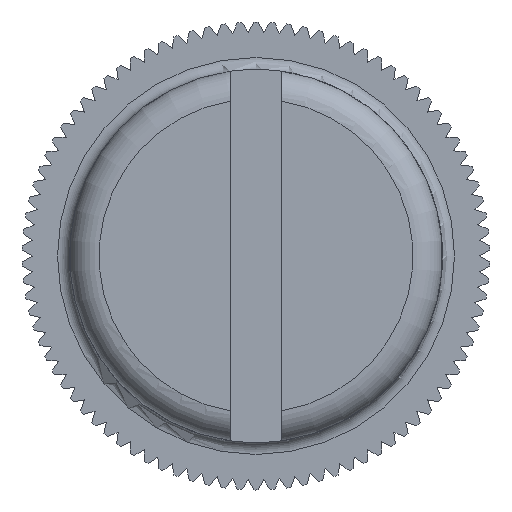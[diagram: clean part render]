
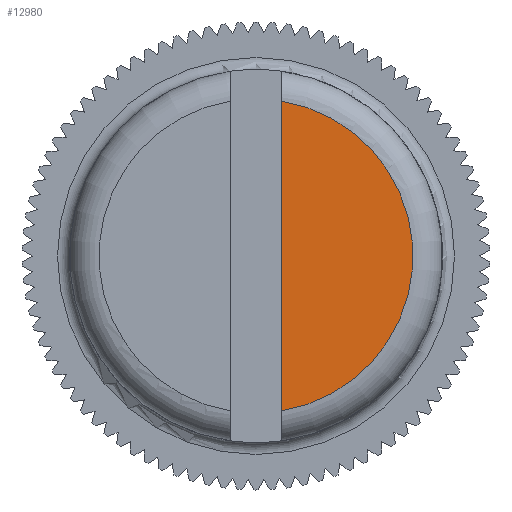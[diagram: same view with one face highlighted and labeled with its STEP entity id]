
A CAD part, left-side view. The second image highlights one B-rep face of the part: STEP entity #12980.
In plain terms, the highlighted planar face has unit normal (-1, 0, 0).
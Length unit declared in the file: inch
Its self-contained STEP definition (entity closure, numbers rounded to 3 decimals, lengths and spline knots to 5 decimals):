
#2112 = CARTESIAN_POINT ( 'NONE',  ( 0., 0., 0. ) ) ;
#2136 = CIRCLE ( 'NONE', #2186, 0.1325 ) ;
#2182 = DIRECTION ( 'NONE',  ( 0., 0., -1. ) ) ;
#2183 = DIRECTION ( 'NONE',  ( -1., 0., 0. ) ) ;
#2186 = AXIS2_PLACEMENT_3D ( 'NONE', #2112, #2183, #2182 ) ;
#10371 = CARTESIAN_POINT ( 'NONE',  ( 0., -0.02175, 0.1307 ) ) ;
#10414 = DIRECTION ( 'NONE',  ( 0., 0., -1. ) ) ;
#10415 = VECTOR ( 'NONE', #10414, 39.37008 ) ;
#10416 = CARTESIAN_POINT ( 'NONE',  ( 0., -0.02175, 0.25 ) ) ;
#10417 = LINE ( 'NONE', #10416, #10415 ) ;
#10459 = DIRECTION ( 'NONE',  ( 0., 0., -1. ) ) ;
#10460 = DIRECTION ( 'NONE',  ( 1., 0., 0. ) ) ;
#10461 = CARTESIAN_POINT ( 'NONE',  ( 0., 0., 0. ) ) ;
#10466 = FACE_OUTER_BOUND ( 'NONE', #13369, .T. ) ;
#10467 = PLANE ( 'NONE',  #10482 ) ;
#10482 = AXIS2_PLACEMENT_3D ( 'NONE', #10461, #10460, #10459 ) ;
#10777 = CARTESIAN_POINT ( 'NONE',  ( 0., -0.02175, -0.1307 ) ) ;
#12059 = EDGE_CURVE ( 'NONE', #13373, #12930, #2136, .T. ) ;
#12915 = ORIENTED_EDGE ( 'NONE', *, *, #12059, .T. ) ;
#12930 = VERTEX_POINT ( 'NONE', #10371 ) ;
#12939 = EDGE_CURVE ( 'NONE', #12930, #13373, #10417, .T. ) ;
#12944 = ORIENTED_EDGE ( 'NONE', *, *, #12939, .T. ) ;
#12980 = ADVANCED_FACE ( 'NONE', ( #10466 ), #10467, .F. ) ;
#13369 = EDGE_LOOP ( 'NONE', ( #12944, #12915 ) ) ;
#13373 = VERTEX_POINT ( 'NONE', #10777 ) ;
